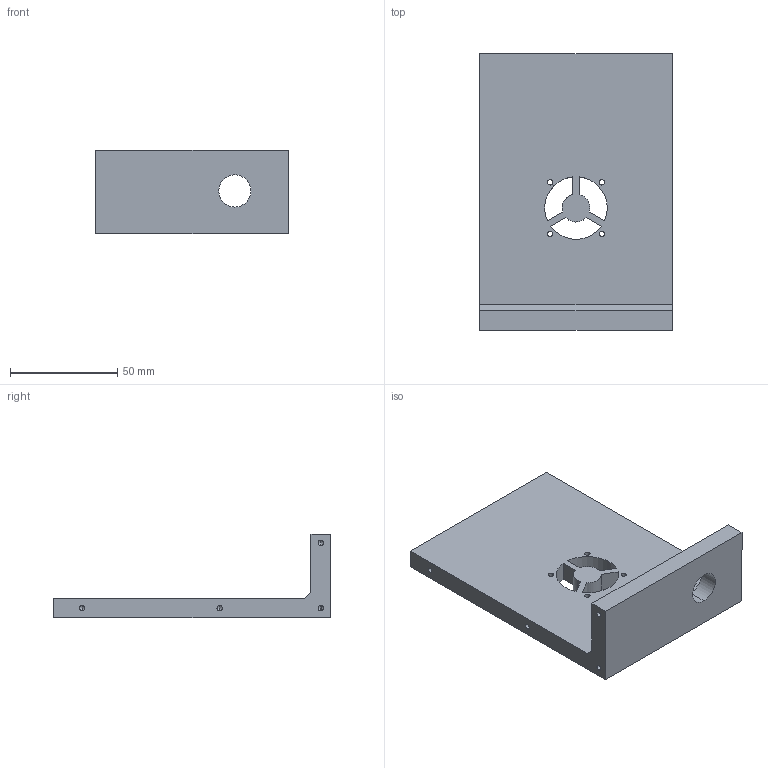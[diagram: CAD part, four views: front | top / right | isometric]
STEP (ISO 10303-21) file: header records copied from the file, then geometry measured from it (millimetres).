
FILE_DESCRIPTION (( 'STEP AP203' ), '1' );
FILE_NAME ('Mks Base 1.5 enclosure (1Z).STEP', '2019-01-01T17:56:53', ( '' ), ( '' ), 'SwSTEP 2.0', 'SolidWorks 2018', '' );
FILE_SCHEMA (( 'CONFIG_CONTROL_DESIGN' ));
Length unit declared in the file: millimetre
Products named in the file (1): Mks Base 1.5 enclosure (1Z)
Bounding box: 90 x 129 x 39 mm (x, y, z)
Volume: 122646.4 mm3; surface area: 34742.4 mm2
Topology: 1 solids, 1 shells, 65 faces, 173 edges, 102 vertices
Faces by surface type: cylinder 26, cone 16, plane 15, bspline 8
Entity records: 2424 total; most frequent: CARTESIAN_POINT 797, ORIENTED_EDGE 314, DIRECTION 309, EDGE_CURVE 157, AXIS2_PLACEMENT_3D 110, VERTEX_POINT 102, VECTOR 89, LINE 89
